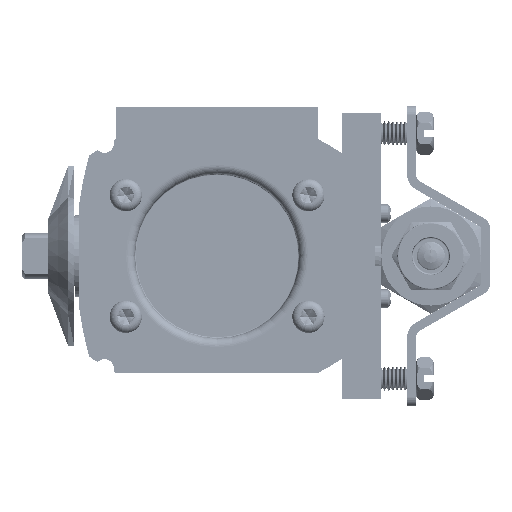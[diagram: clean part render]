
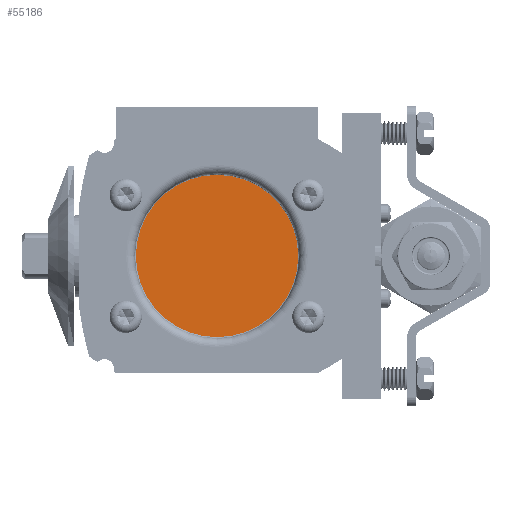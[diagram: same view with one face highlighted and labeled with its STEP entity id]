
A CAD part, left-side view. The second image highlights one B-rep face of the part: STEP entity #55186.
In plain terms, the highlighted planar face has unit normal (-1, 0, 0).
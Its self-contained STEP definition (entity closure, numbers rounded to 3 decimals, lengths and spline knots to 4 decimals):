
#428 = AXIS2_PLACEMENT_3D ( 'NONE', #81232, #24674, #90706 ) ;
#1434 = DIRECTION ( 'NONE',  ( 0., 0., 1. ) ) ;
#15231 = CARTESIAN_POINT ( 'NONE',  ( -1.4975, 2.136, 0. ) ) ;
#24674 = DIRECTION ( 'NONE',  ( -1., 0., 0. ) ) ;
#24690 = DIRECTION ( 'NONE',  ( 0., 0., 1. ) ) ;
#39716 = ORIENTED_EDGE ( 'NONE', *, *, #88048, .T. ) ;
#43156 = VERTEX_POINT ( 'NONE', #44901 ) ;
#44901 = CARTESIAN_POINT ( 'NONE',  ( -1.4975, 2.136, 0.8105 ) ) ;
#51323 = AXIS2_PLACEMENT_3D ( 'NONE', #15231, #81248, #24690 ) ;
#52358 = CARTESIAN_POINT ( 'NONE',  ( -1.4975, 2.136, -0.8105 ) ) ;
#52704 = CIRCLE ( 'NONE', #51323, 0.8105 ) ;
#55186 = ADVANCED_FACE ( 'NONE', ( #84238 ), #71786, .T. ) ;
#57989 = DIRECTION ( 'NONE',  ( -1., 0., 0. ) ) ;
#65184 = CIRCLE ( 'NONE', #98468, 0.8105 ) ;
#65769 = EDGE_CURVE ( 'NONE', #104896, #43156, #65184, .T. ) ;
#71786 = PLANE ( 'NONE',  #428 ) ;
#75019 = EDGE_LOOP ( 'NONE', ( #90813, #39716 ) ) ;
#81232 = CARTESIAN_POINT ( 'NONE',  ( -1.4975, 2.136, 0. ) ) ;
#81248 = DIRECTION ( 'NONE',  ( -1., 0., 0. ) ) ;
#84238 = FACE_OUTER_BOUND ( 'NONE', #75019, .T. ) ;
#88048 = EDGE_CURVE ( 'NONE', #43156, #104896, #52704, .T. ) ;
#90706 = DIRECTION ( 'NONE',  ( 0., 0., 1. ) ) ;
#90813 = ORIENTED_EDGE ( 'NONE', *, *, #65769, .T. ) ;
#98468 = AXIS2_PLACEMENT_3D ( 'NONE', #114498, #57989, #1434 ) ;
#104896 = VERTEX_POINT ( 'NONE', #52358 ) ;
#114498 = CARTESIAN_POINT ( 'NONE',  ( -1.4975, 2.136, 0. ) ) ;
